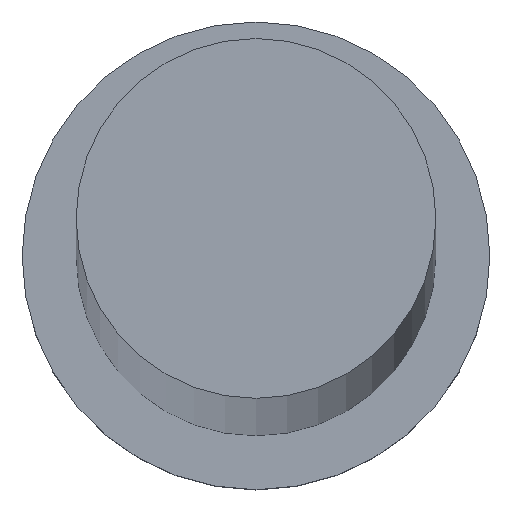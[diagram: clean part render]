
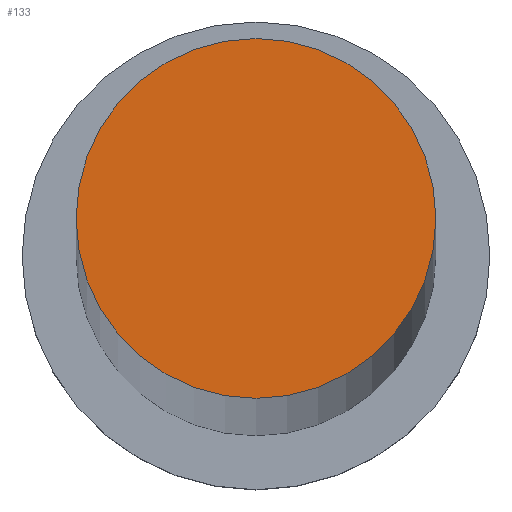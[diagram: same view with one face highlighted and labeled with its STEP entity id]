
A CAD part, top view. The second image highlights one B-rep face of the part: STEP entity #133.
In plain terms, the highlighted planar face has unit normal (0, 0, 1).
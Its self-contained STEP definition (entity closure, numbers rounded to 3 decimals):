
#7 = AXIS2_PLACEMENT_3D ( 'NONE', #176, #140, #17 ) ;
#13 = CIRCLE ( 'NONE', #54, 10. ) ;
#16 = EDGE_CURVE ( 'NONE', #254, #59, #224, .T. ) ;
#17 = DIRECTION ( 'NONE',  ( 1., 0., 0. ) ) ;
#54 = AXIS2_PLACEMENT_3D ( 'NONE', #182, #245, #125 ) ;
#59 = VERTEX_POINT ( 'NONE', #98 ) ;
#83 = PLANE ( 'NONE',  #228 ) ;
#86 = FACE_OUTER_BOUND ( 'NONE', #112, .T. ) ;
#98 = CARTESIAN_POINT ( 'NONE',  ( 10., 0., 1200. ) ) ;
#112 = EDGE_LOOP ( 'NONE', ( #231, #211 ) ) ;
#121 = DIRECTION ( 'NONE',  ( 0., 0., 1. ) ) ;
#125 = DIRECTION ( 'NONE',  ( 1., 0., 0. ) ) ;
#133 = ADVANCED_FACE ( 'NONE', ( #86 ), #83, .T. ) ;
#140 = DIRECTION ( 'NONE',  ( 0., 0., 1. ) ) ;
#162 = DIRECTION ( 'NONE',  ( 1., 0., 0. ) ) ;
#166 = EDGE_CURVE ( 'NONE', #59, #254, #13, .T. ) ;
#176 = CARTESIAN_POINT ( 'NONE',  ( 0., 0., 1200. ) ) ;
#182 = CARTESIAN_POINT ( 'NONE',  ( 0., 0., 1200. ) ) ;
#201 = CARTESIAN_POINT ( 'NONE',  ( -10., 0., 1200. ) ) ;
#211 = ORIENTED_EDGE ( 'NONE', *, *, #166, .T. ) ;
#223 = CARTESIAN_POINT ( 'NONE',  ( 0., 0., 1200. ) ) ;
#224 = CIRCLE ( 'NONE', #7, 10. ) ;
#228 = AXIS2_PLACEMENT_3D ( 'NONE', #223, #121, #162 ) ;
#231 = ORIENTED_EDGE ( 'NONE', *, *, #16, .T. ) ;
#245 = DIRECTION ( 'NONE',  ( 0., 0., 1. ) ) ;
#254 = VERTEX_POINT ( 'NONE', #201 ) ;
